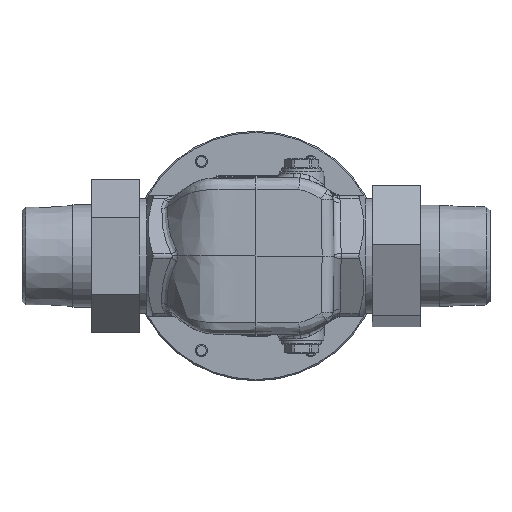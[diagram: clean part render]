
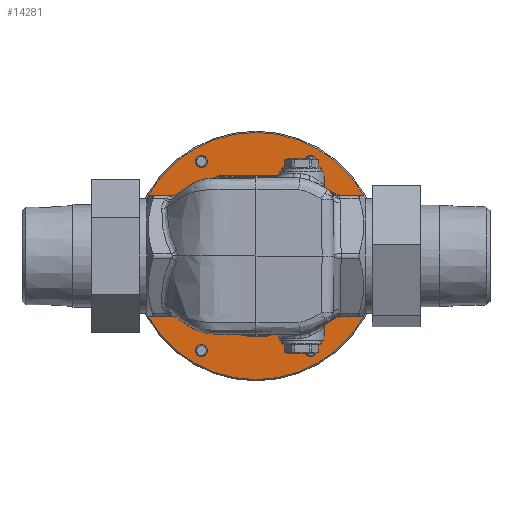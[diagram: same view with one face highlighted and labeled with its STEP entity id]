
A CAD part, front view. The second image highlights one B-rep face of the part: STEP entity #14281.
In plain terms, the highlighted planar face has unit normal (0, -1, 0).
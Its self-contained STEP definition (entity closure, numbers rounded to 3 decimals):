
#1802=FACE_BOUND('',#3350,.T.);
#1803=FACE_BOUND('',#3351,.T.);
#1804=FACE_BOUND('',#3352,.T.);
#1805=FACE_BOUND('',#3353,.T.);
#1806=FACE_BOUND('',#3354,.T.);
#1807=FACE_BOUND('',#3355,.T.);
#1808=FACE_BOUND('',#3356,.T.);
#1962=PLANE('',#15376);
#2424=FACE_OUTER_BOUND('',#3349,.T.);
#3349=EDGE_LOOP('',(#10976));
#3350=EDGE_LOOP('',(#10977));
#3351=EDGE_LOOP('',(#10978));
#3352=EDGE_LOOP('',(#10979));
#3353=EDGE_LOOP('',(#10980));
#3354=EDGE_LOOP('',(#10981));
#3355=EDGE_LOOP('',(#10982));
#3356=EDGE_LOOP('',(#10983));
#5097=CIRCLE('',#14947,2.5);
#5242=CIRCLE('',#15251,51.5);
#5263=CIRCLE('',#15291,2.5);
#5271=CIRCLE('',#15312,2.5);
#5279=CIRCLE('',#15333,2.5);
#5287=CIRCLE('',#15354,2.5);
#5295=CIRCLE('',#15375,2.5);
#5296=CIRCLE('',#15377,32.5);
#5576=VERTEX_POINT('',#18813);
#5978=VERTEX_POINT('',#23752);
#6010=VERTEX_POINT('',#23865);
#6030=VERTEX_POINT('',#23943);
#6050=VERTEX_POINT('',#24021);
#6070=VERTEX_POINT('',#24099);
#6090=VERTEX_POINT('',#24177);
#6091=VERTEX_POINT('',#24181);
#7039=EDGE_CURVE('',#5576,#5576,#5097,.T.);
#7659=EDGE_CURVE('',#5978,#5978,#5242,.T.);
#7707=EDGE_CURVE('',#6010,#6010,#5263,.T.);
#7738=EDGE_CURVE('',#6030,#6030,#5271,.T.);
#7769=EDGE_CURVE('',#6050,#6050,#5279,.T.);
#7800=EDGE_CURVE('',#6070,#6070,#5287,.T.);
#7831=EDGE_CURVE('',#6090,#6090,#5295,.T.);
#7832=EDGE_CURVE('',#6091,#6091,#5296,.T.);
#10976=ORIENTED_EDGE('',*,*,#7659,.F.);
#10977=ORIENTED_EDGE('',*,*,#7707,.T.);
#10978=ORIENTED_EDGE('',*,*,#7738,.T.);
#10979=ORIENTED_EDGE('',*,*,#7039,.T.);
#10980=ORIENTED_EDGE('',*,*,#7769,.T.);
#10981=ORIENTED_EDGE('',*,*,#7800,.T.);
#10982=ORIENTED_EDGE('',*,*,#7831,.T.);
#10983=ORIENTED_EDGE('',*,*,#7832,.T.);
#14281=ADVANCED_FACE('',(#2424,#1802,#1803,#1804,#1805,#1806,#1807,#1808),
#1962,.T.);
#14947=AXIS2_PLACEMENT_3D('',#18815,#16129,#16130);
#15251=AXIS2_PLACEMENT_3D('',#23754,#16869,#16870);
#15291=AXIS2_PLACEMENT_3D('',#23867,#16969,#16970);
#15312=AXIS2_PLACEMENT_3D('',#23945,#17027,#17028);
#15333=AXIS2_PLACEMENT_3D('',#24023,#17085,#17086);
#15354=AXIS2_PLACEMENT_3D('',#24101,#17143,#17144);
#15375=AXIS2_PLACEMENT_3D('',#24179,#17201,#17202);
#15376=AXIS2_PLACEMENT_3D('',#24180,#17203,#17204);
#15377=AXIS2_PLACEMENT_3D('',#24182,#17205,#17206);
#16129=DIRECTION('center_axis',(0.,1.,0.));
#16130=DIRECTION('ref_axis',(1.,0.,0.));
#16869=DIRECTION('center_axis',(0.,1.,0.));
#16870=DIRECTION('ref_axis',(-1.,0.,0.));
#16969=DIRECTION('center_axis',(0.,1.,0.));
#16970=DIRECTION('ref_axis',(1.,0.,0.));
#17027=DIRECTION('center_axis',(0.,1.,0.));
#17028=DIRECTION('ref_axis',(1.,0.,0.));
#17085=DIRECTION('center_axis',(0.,1.,0.));
#17086=DIRECTION('ref_axis',(1.,0.,0.));
#17143=DIRECTION('center_axis',(0.,1.,0.));
#17144=DIRECTION('ref_axis',(1.,0.,0.));
#17201=DIRECTION('center_axis',(0.,1.,0.));
#17202=DIRECTION('ref_axis',(1.,0.,0.));
#17203=DIRECTION('center_axis',(0.,-1.,0.));
#17204=DIRECTION('ref_axis',(0.,0.,
1.));
#17205=DIRECTION('center_axis',(0.,1.,0.));
#17206=DIRECTION('ref_axis',(1.,0.,0.));
#18813=CARTESIAN_POINT('',(-25.25,40.,39.404));
#18815=CARTESIAN_POINT('Origin',(-22.75,40.,39.404));
#23752=CARTESIAN_POINT('',(51.5,40.,0.));
#23754=CARTESIAN_POINT('Origin',(0.,40.,
0.));
#23865=CARTESIAN_POINT('',(43.,40.,0.));
#23867=CARTESIAN_POINT('Origin',(45.5,40.,0.));
#23943=CARTESIAN_POINT('',(20.25,40.,39.404));
#23945=CARTESIAN_POINT('Origin',(22.75,40.,39.404));
#24021=CARTESIAN_POINT('',(-48.,40.,0.));
#24023=CARTESIAN_POINT('Origin',(-45.5,40.,0.));
#24099=CARTESIAN_POINT('',(-25.25,40.,-39.404));
#24101=CARTESIAN_POINT('Origin',(-22.75,40.,-39.404));
#24177=CARTESIAN_POINT('',(20.25,40.,-39.404));
#24179=CARTESIAN_POINT('Origin',(22.75,40.,-39.404));
#24180=CARTESIAN_POINT('Origin',(41.,40.,0.));
#24181=CARTESIAN_POINT('',(-32.5,40.,0.));
#24182=CARTESIAN_POINT('Origin',(0.,40.,
0.));
